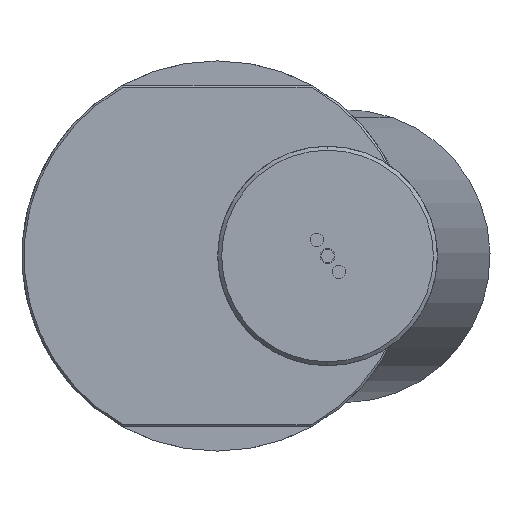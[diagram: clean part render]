
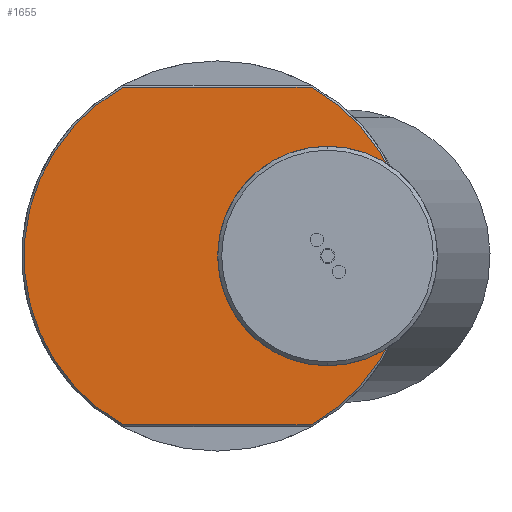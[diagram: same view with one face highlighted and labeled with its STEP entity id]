
A CAD part, left-side view. The second image highlights one B-rep face of the part: STEP entity #1655.
In plain terms, the highlighted planar face has unit normal (-1, 0, 0).
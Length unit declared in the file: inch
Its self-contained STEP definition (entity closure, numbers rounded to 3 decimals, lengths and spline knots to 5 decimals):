
#1 = DIRECTION ( 'NONE',  ( -1., 0., 0. ) ) ;
#7 = FACE_BOUND ( 'NONE', #1650, .T. ) ;
#26 = VERTEX_POINT ( 'NONE', #938 ) ;
#44 = EDGE_CURVE ( 'NONE', #1217, #26, #946, .T. ) ;
#64 = EDGE_CURVE ( 'NONE', #814, #2103, #1151, .T. ) ;
#90 = CARTESIAN_POINT ( 'NONE',  ( -4.8, -0.48153, 0.865 ) ) ;
#96 = AXIS2_PLACEMENT_3D ( 'NONE', #530, #1, #2001 ) ;
#135 = CARTESIAN_POINT ( 'NONE',  ( -4.8, 0., 0. ) ) ;
#252 = DIRECTION ( 'NONE',  ( 0., -1., 0. ) ) ;
#311 = CARTESIAN_POINT ( 'NONE',  ( -4.8, -0.566, 0. ) ) ;
#328 = ORIENTED_EDGE ( 'NONE', *, *, #1044, .T. ) ;
#433 = CARTESIAN_POINT ( 'NONE',  ( -4.8, 0.48153, 0.865 ) ) ;
#439 = ORIENTED_EDGE ( 'NONE', *, *, #973, .F. ) ;
#485 = DIRECTION ( 'NONE',  ( -1., 0., 0. ) ) ;
#504 = DIRECTION ( 'NONE',  ( 0., 0., 1. ) ) ;
#530 = CARTESIAN_POINT ( 'NONE',  ( -4.8, 0., 0. ) ) ;
#540 = FACE_OUTER_BOUND ( 'NONE', #1354, .T. ) ;
#634 = DIRECTION ( 'NONE',  ( 0., 1., 0. ) ) ;
#644 = ORIENTED_EDGE ( 'NONE', *, *, #44, .F. ) ;
#699 = CARTESIAN_POINT ( 'NONE',  ( -4.8, 0., 0. ) ) ;
#714 = PLANE ( 'NONE',  #96 ) ;
#779 = DIRECTION ( 'NONE',  ( 0., 0., 1. ) ) ;
#814 = VERTEX_POINT ( 'NONE', #932 ) ;
#836 = AXIS2_PLACEMENT_3D ( 'NONE', #135, #485, #1570 ) ;
#844 = CARTESIAN_POINT ( 'NONE',  ( -4.8, -0.48153, -0.865 ) ) ;
#848 = VECTOR ( 'NONE', #252, 39.37008 ) ;
#876 = ORIENTED_EDGE ( 'NONE', *, *, #2087, .T. ) ;
#897 = VECTOR ( 'NONE', #634, 39.37008 ) ;
#932 = CARTESIAN_POINT ( 'NONE',  ( -4.8, 0.48153, -0.865 ) ) ;
#938 = CARTESIAN_POINT ( 'NONE',  ( -4.8, -0.566, 0.32115 ) ) ;
#945 = LINE ( 'NONE', #1717, #897 ) ;
#946 = CIRCLE ( 'NONE', #2114, 0.32115 ) ;
#964 = CIRCLE ( 'NONE', #1895, 0.99 ) ;
#973 = EDGE_CURVE ( 'NONE', #26, #1217, #1699, .T. ) ;
#1034 = DIRECTION ( 'NONE',  ( -1., 0., 0. ) ) ;
#1044 = EDGE_CURVE ( 'NONE', #2103, #1374, #964, .T. ) ;
#1090 = ORIENTED_EDGE ( 'NONE', *, *, #64, .T. ) ;
#1139 = DIRECTION ( 'NONE',  ( -1., 0., 0. ) ) ;
#1151 = LINE ( 'NONE', #1894, #848 ) ;
#1212 = CIRCLE ( 'NONE', #836, 0.99 ) ;
#1217 = VERTEX_POINT ( 'NONE', #1757 ) ;
#1354 = EDGE_LOOP ( 'NONE', ( #876, #1090, #328, #1550 ) ) ;
#1374 = VERTEX_POINT ( 'NONE', #90 ) ;
#1400 = EDGE_CURVE ( 'NONE', #1374, #1791, #945, .T. ) ;
#1457 = AXIS2_PLACEMENT_3D ( 'NONE', #311, #1034, #1972 ) ;
#1550 = ORIENTED_EDGE ( 'NONE', *, *, #1400, .T. ) ;
#1570 = DIRECTION ( 'NONE',  ( 0., 0., 1. ) ) ;
#1650 = EDGE_LOOP ( 'NONE', ( #439, #644 ) ) ;
#1655 = ADVANCED_FACE ( 'NONE', ( #7, #540 ), #714, .T. ) ;
#1699 = CIRCLE ( 'NONE', #1457, 0.32115 ) ;
#1717 = CARTESIAN_POINT ( 'NONE',  ( -4.8, 0.48412, 0.865 ) ) ;
#1757 = CARTESIAN_POINT ( 'NONE',  ( -4.8, -0.566, -0.32115 ) ) ;
#1791 = VERTEX_POINT ( 'NONE', #433 ) ;
#1873 = CARTESIAN_POINT ( 'NONE',  ( -4.8, -0.566, 0. ) ) ;
#1894 = CARTESIAN_POINT ( 'NONE',  ( -4.8, -0.48412, -0.865 ) ) ;
#1895 = AXIS2_PLACEMENT_3D ( 'NONE', #699, #2009, #504 ) ;
#1972 = DIRECTION ( 'NONE',  ( 0., 0., 1. ) ) ;
#2001 = DIRECTION ( 'NONE',  ( 0., 0., 1. ) ) ;
#2009 = DIRECTION ( 'NONE',  ( -1., 0., 0. ) ) ;
#2087 = EDGE_CURVE ( 'NONE', #1791, #814, #1212, .T. ) ;
#2103 = VERTEX_POINT ( 'NONE', #844 ) ;
#2114 = AXIS2_PLACEMENT_3D ( 'NONE', #1873, #1139, #779 ) ;
